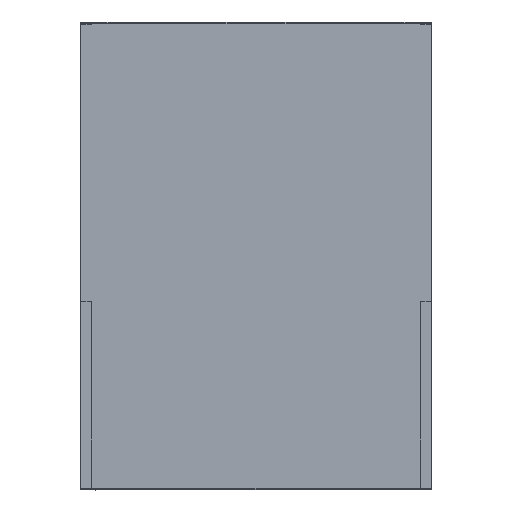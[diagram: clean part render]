
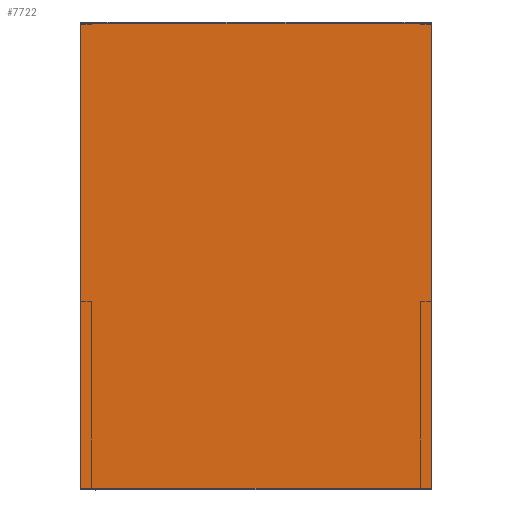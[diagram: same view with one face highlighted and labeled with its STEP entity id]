
A CAD part, top view. The second image highlights one B-rep face of the part: STEP entity #7722.
In plain terms, the highlighted planar face has unit normal (0, 0, 1).
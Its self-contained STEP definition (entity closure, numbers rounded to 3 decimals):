
#4037 = CYLINDRICAL_SURFACE('',#4038,0.05);
#4038 = AXIS2_PLACEMENT_3D('',#4039,#4040,#4041);
#4039 = CARTESIAN_POINT('',(7.975,10.6,13.7));
#4040 = DIRECTION('',(-1.,-0.,-0.));
#4041 = DIRECTION('',(0.,1.,0.));
#4065 = CYLINDRICAL_SURFACE('',#4066,0.04);
#4066 = AXIS2_PLACEMENT_3D('',#4067,#4068,#4069);
#4067 = CARTESIAN_POINT('',(6.,10.638,13.738));
#4068 = DIRECTION('',(1.,0.,0.));
#4069 = DIRECTION('',(0.,1.,0.));
#4093 = CYLINDRICAL_SURFACE('',#4094,0.05);
#4094 = AXIS2_PLACEMENT_3D('',#4095,#4096,#4097);
#4095 = CARTESIAN_POINT('',(-1.,10.6,13.7));
#4096 = DIRECTION('',(-1.,0.,0.));
#4097 = DIRECTION('',(0.,1.,0.));
#4121 = CYLINDRICAL_SURFACE('',#4122,0.04);
#4122 = AXIS2_PLACEMENT_3D('',#4123,#4124,#4125);
#4123 = CARTESIAN_POINT('',(6.,10.638,13.738));
#4124 = DIRECTION('',(1.,0.,0.));
#4125 = DIRECTION('',(0.,1.,0.));
#4147 = CYLINDRICAL_SURFACE('',#4148,0.05);
#4148 = AXIS2_PLACEMENT_3D('',#4149,#4150,#4151);
#4149 = CARTESIAN_POINT('',(7.975,10.6,13.7));
#4150 = DIRECTION('',(-1.,-0.,-0.));
#4151 = DIRECTION('',(0.,1.,0.));
#7106 = VERTEX_POINT('',#7107);
#7107 = CARTESIAN_POINT('',(-7.975,10.6,13.75));
#7155 = CYLINDRICAL_SURFACE('',#7156,0.025);
#7156 = AXIS2_PLACEMENT_3D('',#7157,#7158,#7159);
#7157 = CARTESIAN_POINT('',(-7.975,-10.6,13.725));
#7158 = DIRECTION('',(0.,1.,0.));
#7159 = DIRECTION('',(-1.,0.,0.));
#7195 = VERTEX_POINT('',#7196);
#7196 = CARTESIAN_POINT('',(-7.975,-10.6,13.75));
#7221 = EDGE_CURVE('',#7195,#7106,#7222,.T.);
#7222 = SURFACE_CURVE('',#7223,(#7227,#7234),.PCURVE_S1.);
#7223 = LINE('',#7224,#7225);
#7224 = CARTESIAN_POINT('',(-7.975,-10.6,13.75));
#7225 = VECTOR('',#7226,1.);
#7226 = DIRECTION('',(0.,1.,0.));
#7227 = PCURVE('',#7155,#7228);
#7228 = DEFINITIONAL_REPRESENTATION('',(#7229),#7233);
#7229 = LINE('',#7230,#7231);
#7230 = CARTESIAN_POINT('',(1.571,0.));
#7231 = VECTOR('',#7232,1.);
#7232 = DIRECTION('',(0.,1.));
#7233 = ( GEOMETRIC_REPRESENTATION_CONTEXT(2) 
PARAMETRIC_REPRESENTATION_CONTEXT() REPRESENTATION_CONTEXT('2D SPACE',''
  ) );
#7234 = PCURVE('',#7235,#7240);
#7235 = PLANE('',#7236);
#7236 = AXIS2_PLACEMENT_3D('',#7237,#7238,#7239);
#7237 = CARTESIAN_POINT('',(0.,0.,13.75));
#7238 = DIRECTION('',(-0.,-0.,-1.));
#7239 = DIRECTION('',(-1.,0.,0.));
#7240 = DEFINITIONAL_REPRESENTATION('',(#7241),#7245);
#7241 = LINE('',#7242,#7243);
#7242 = CARTESIAN_POINT('',(7.975,-10.6));
#7243 = VECTOR('',#7244,1.);
#7244 = DIRECTION('',(0.,1.));
#7245 = ( GEOMETRIC_REPRESENTATION_CONTEXT(2) 
PARAMETRIC_REPRESENTATION_CONTEXT() REPRESENTATION_CONTEXT('2D SPACE',''
  ) );
#7253 = VERTEX_POINT('',#7254);
#7254 = CARTESIAN_POINT('',(7.975,10.6,13.75));
#7295 = CYLINDRICAL_SURFACE('',#7296,0.025);
#7296 = AXIS2_PLACEMENT_3D('',#7297,#7298,#7299);
#7297 = CARTESIAN_POINT('',(7.975,10.65,13.725));
#7298 = DIRECTION('',(0.,-1.,0.));
#7299 = DIRECTION('',(0.,0.,1.));
#7313 = EDGE_CURVE('',#7253,#7314,#7316,.T.);
#7314 = VERTEX_POINT('',#7315);
#7315 = CARTESIAN_POINT('',(7.975,-10.6,13.75));
#7316 = SURFACE_CURVE('',#7317,(#7321,#7328),.PCURVE_S1.);
#7317 = LINE('',#7318,#7319);
#7318 = CARTESIAN_POINT('',(7.975,10.65,13.75));
#7319 = VECTOR('',#7320,1.);
#7320 = DIRECTION('',(0.,-1.,0.));
#7321 = PCURVE('',#7295,#7322);
#7322 = DEFINITIONAL_REPRESENTATION('',(#7323),#7327);
#7323 = LINE('',#7324,#7325);
#7324 = CARTESIAN_POINT('',(-0.,0.));
#7325 = VECTOR('',#7326,1.);
#7326 = DIRECTION('',(-0.,1.));
#7327 = ( GEOMETRIC_REPRESENTATION_CONTEXT(2) 
PARAMETRIC_REPRESENTATION_CONTEXT() REPRESENTATION_CONTEXT('2D SPACE',''
  ) );
#7328 = PCURVE('',#7235,#7329);
#7329 = DEFINITIONAL_REPRESENTATION('',(#7330),#7334);
#7330 = LINE('',#7331,#7332);
#7331 = CARTESIAN_POINT('',(-7.975,10.65));
#7332 = VECTOR('',#7333,1.);
#7333 = DIRECTION('',(0.,-1.));
#7334 = ( GEOMETRIC_REPRESENTATION_CONTEXT(2) 
PARAMETRIC_REPRESENTATION_CONTEXT() REPRESENTATION_CONTEXT('2D SPACE',''
  ) );
#7389 = EDGE_CURVE('',#7253,#7390,#7392,.T.);
#7390 = VERTEX_POINT('',#7391);
#7391 = CARTESIAN_POINT('',(6.,10.6,13.75));
#7392 = SURFACE_CURVE('',#7393,(#7397,#7404),.PCURVE_S1.);
#7393 = LINE('',#7394,#7395);
#7394 = CARTESIAN_POINT('',(7.975,10.6,13.75));
#7395 = VECTOR('',#7396,1.);
#7396 = DIRECTION('',(-1.,-0.,-0.));
#7397 = PCURVE('',#4147,#7398);
#7398 = DEFINITIONAL_REPRESENTATION('',(#7399),#7403);
#7399 = LINE('',#7400,#7401);
#7400 = CARTESIAN_POINT('',(-1.571,0.));
#7401 = VECTOR('',#7402,1.);
#7402 = DIRECTION('',(-0.,1.));
#7403 = ( GEOMETRIC_REPRESENTATION_CONTEXT(2) 
PARAMETRIC_REPRESENTATION_CONTEXT() REPRESENTATION_CONTEXT('2D SPACE',''
  ) );
#7404 = PCURVE('',#7235,#7405);
#7405 = DEFINITIONAL_REPRESENTATION('',(#7406),#7410);
#7406 = LINE('',#7407,#7408);
#7407 = CARTESIAN_POINT('',(-7.975,10.6));
#7408 = VECTOR('',#7409,1.);
#7409 = DIRECTION('',(1.,-0.));
#7410 = ( GEOMETRIC_REPRESENTATION_CONTEXT(2) 
PARAMETRIC_REPRESENTATION_CONTEXT() REPRESENTATION_CONTEXT('2D SPACE',''
  ) );
#7468 = EDGE_CURVE('',#7390,#7469,#7471,.T.);
#7469 = VERTEX_POINT('',#7470);
#7470 = CARTESIAN_POINT('',(1.,10.6,13.75));
#7471 = SURFACE_CURVE('',#7472,(#7476,#7483),.PCURVE_S1.);
#7472 = LINE('',#7473,#7474);
#7473 = CARTESIAN_POINT('',(7.975,10.6,13.75));
#7474 = VECTOR('',#7475,1.);
#7475 = DIRECTION('',(-1.,-0.,-0.));
#7476 = PCURVE('',#4121,#7477);
#7477 = DEFINITIONAL_REPRESENTATION('',(#7478),#7482);
#7478 = LINE('',#7479,#7480);
#7479 = CARTESIAN_POINT('',(2.82,1.975));
#7480 = VECTOR('',#7481,1.);
#7481 = DIRECTION('',(0.,-1.));
#7482 = ( GEOMETRIC_REPRESENTATION_CONTEXT(2) 
PARAMETRIC_REPRESENTATION_CONTEXT() REPRESENTATION_CONTEXT('2D SPACE',''
  ) );
#7483 = PCURVE('',#7235,#7484);
#7484 = DEFINITIONAL_REPRESENTATION('',(#7485),#7489);
#7485 = LINE('',#7486,#7487);
#7486 = CARTESIAN_POINT('',(-7.975,10.6));
#7487 = VECTOR('',#7488,1.);
#7488 = DIRECTION('',(1.,-0.));
#7489 = ( GEOMETRIC_REPRESENTATION_CONTEXT(2) 
PARAMETRIC_REPRESENTATION_CONTEXT() REPRESENTATION_CONTEXT('2D SPACE',''
  ) );
#7545 = EDGE_CURVE('',#7546,#7469,#7548,.T.);
#7546 = VERTEX_POINT('',#7547);
#7547 = CARTESIAN_POINT('',(-1.,10.6,13.75));
#7548 = SURFACE_CURVE('',#7549,(#7553,#7560),.PCURVE_S1.);
#7549 = LINE('',#7550,#7551);
#7550 = CARTESIAN_POINT('',(-1.,10.6,13.75));
#7551 = VECTOR('',#7552,1.);
#7552 = DIRECTION('',(1.,0.,0.));
#7553 = PCURVE('',#4093,#7554);
#7554 = DEFINITIONAL_REPRESENTATION('',(#7555),#7559);
#7555 = LINE('',#7556,#7557);
#7556 = CARTESIAN_POINT('',(-1.571,0.));
#7557 = VECTOR('',#7558,1.);
#7558 = DIRECTION('',(-0.,-1.));
#7559 = ( GEOMETRIC_REPRESENTATION_CONTEXT(2) 
PARAMETRIC_REPRESENTATION_CONTEXT() REPRESENTATION_CONTEXT('2D SPACE',''
  ) );
#7560 = PCURVE('',#7235,#7561);
#7561 = DEFINITIONAL_REPRESENTATION('',(#7562),#7566);
#7562 = LINE('',#7563,#7564);
#7563 = CARTESIAN_POINT('',(1.,10.6));
#7564 = VECTOR('',#7565,1.);
#7565 = DIRECTION('',(-1.,0.));
#7566 = ( GEOMETRIC_REPRESENTATION_CONTEXT(2) 
PARAMETRIC_REPRESENTATION_CONTEXT() REPRESENTATION_CONTEXT('2D SPACE',''
  ) );
#7620 = EDGE_CURVE('',#7546,#7621,#7623,.T.);
#7621 = VERTEX_POINT('',#7622);
#7622 = CARTESIAN_POINT('',(-6.,10.6,13.75));
#7623 = SURFACE_CURVE('',#7624,(#7628,#7635),.PCURVE_S1.);
#7624 = LINE('',#7625,#7626);
#7625 = CARTESIAN_POINT('',(7.975,10.6,13.75));
#7626 = VECTOR('',#7627,1.);
#7627 = DIRECTION('',(-1.,-0.,-0.));
#7628 = PCURVE('',#4065,#7629);
#7629 = DEFINITIONAL_REPRESENTATION('',(#7630),#7634);
#7630 = LINE('',#7631,#7632);
#7631 = CARTESIAN_POINT('',(2.82,1.975));
#7632 = VECTOR('',#7633,1.);
#7633 = DIRECTION('',(0.,-1.));
#7634 = ( GEOMETRIC_REPRESENTATION_CONTEXT(2) 
PARAMETRIC_REPRESENTATION_CONTEXT() REPRESENTATION_CONTEXT('2D SPACE',''
  ) );
#7635 = PCURVE('',#7235,#7636);
#7636 = DEFINITIONAL_REPRESENTATION('',(#7637),#7641);
#7637 = LINE('',#7638,#7639);
#7638 = CARTESIAN_POINT('',(-7.975,10.6));
#7639 = VECTOR('',#7640,1.);
#7640 = DIRECTION('',(1.,-0.));
#7641 = ( GEOMETRIC_REPRESENTATION_CONTEXT(2) 
PARAMETRIC_REPRESENTATION_CONTEXT() REPRESENTATION_CONTEXT('2D SPACE',''
  ) );
#7701 = EDGE_CURVE('',#7621,#7106,#7702,.T.);
#7702 = SURFACE_CURVE('',#7703,(#7707,#7714),.PCURVE_S1.);
#7703 = LINE('',#7704,#7705);
#7704 = CARTESIAN_POINT('',(7.975,10.6,13.75));
#7705 = VECTOR('',#7706,1.);
#7706 = DIRECTION('',(-1.,-0.,-0.));
#7707 = PCURVE('',#4037,#7708);
#7708 = DEFINITIONAL_REPRESENTATION('',(#7709),#7713);
#7709 = LINE('',#7710,#7711);
#7710 = CARTESIAN_POINT('',(-1.571,0.));
#7711 = VECTOR('',#7712,1.);
#7712 = DIRECTION('',(-0.,1.));
#7713 = ( GEOMETRIC_REPRESENTATION_CONTEXT(2) 
PARAMETRIC_REPRESENTATION_CONTEXT() REPRESENTATION_CONTEXT('2D SPACE',''
  ) );
#7714 = PCURVE('',#7235,#7715);
#7715 = DEFINITIONAL_REPRESENTATION('',(#7716),#7720);
#7716 = LINE('',#7717,#7718);
#7717 = CARTESIAN_POINT('',(-7.975,10.6));
#7718 = VECTOR('',#7719,1.);
#7719 = DIRECTION('',(1.,-0.));
#7720 = ( GEOMETRIC_REPRESENTATION_CONTEXT(2) 
PARAMETRIC_REPRESENTATION_CONTEXT() REPRESENTATION_CONTEXT('2D SPACE',''
  ) );
#7722 = ADVANCED_FACE('',(#7723),#7235,.F.);
#7723 = FACE_BOUND('',#7724,.F.);
#7724 = EDGE_LOOP('',(#7725,#7726,#7752,#7753,#7754,#7755,#7756,#7757));
#7725 = ORIENTED_EDGE('',*,*,#7313,.T.);
#7726 = ORIENTED_EDGE('',*,*,#7727,.T.);
#7727 = EDGE_CURVE('',#7314,#7195,#7728,.T.);
#7728 = SURFACE_CURVE('',#7729,(#7733,#7740),.PCURVE_S1.);
#7729 = LINE('',#7730,#7731);
#7730 = CARTESIAN_POINT('',(8.,-10.6,13.75));
#7731 = VECTOR('',#7732,1.);
#7732 = DIRECTION('',(-1.,0.,0.));
#7733 = PCURVE('',#7235,#7734);
#7734 = DEFINITIONAL_REPRESENTATION('',(#7735),#7739);
#7735 = LINE('',#7736,#7737);
#7736 = CARTESIAN_POINT('',(-8.,-10.6));
#7737 = VECTOR('',#7738,1.);
#7738 = DIRECTION('',(1.,0.));
#7739 = ( GEOMETRIC_REPRESENTATION_CONTEXT(2) 
PARAMETRIC_REPRESENTATION_CONTEXT() REPRESENTATION_CONTEXT('2D SPACE',''
  ) );
#7740 = PCURVE('',#7741,#7746);
#7741 = CYLINDRICAL_SURFACE('',#7742,0.05);
#7742 = AXIS2_PLACEMENT_3D('',#7743,#7744,#7745);
#7743 = CARTESIAN_POINT('',(8.,-10.6,13.7));
#7744 = DIRECTION('',(-1.,0.,0.));
#7745 = DIRECTION('',(0.,-1.,0.));
#7746 = DEFINITIONAL_REPRESENTATION('',(#7747),#7751);
#7747 = LINE('',#7748,#7749);
#7748 = CARTESIAN_POINT('',(1.571,0.));
#7749 = VECTOR('',#7750,1.);
#7750 = DIRECTION('',(0.,1.));
#7751 = ( GEOMETRIC_REPRESENTATION_CONTEXT(2) 
PARAMETRIC_REPRESENTATION_CONTEXT() REPRESENTATION_CONTEXT('2D SPACE',''
  ) );
#7752 = ORIENTED_EDGE('',*,*,#7221,.T.);
#7753 = ORIENTED_EDGE('',*,*,#7701,.F.);
#7754 = ORIENTED_EDGE('',*,*,#7620,.F.);
#7755 = ORIENTED_EDGE('',*,*,#7545,.T.);
#7756 = ORIENTED_EDGE('',*,*,#7468,.F.);
#7757 = ORIENTED_EDGE('',*,*,#7389,.F.);
